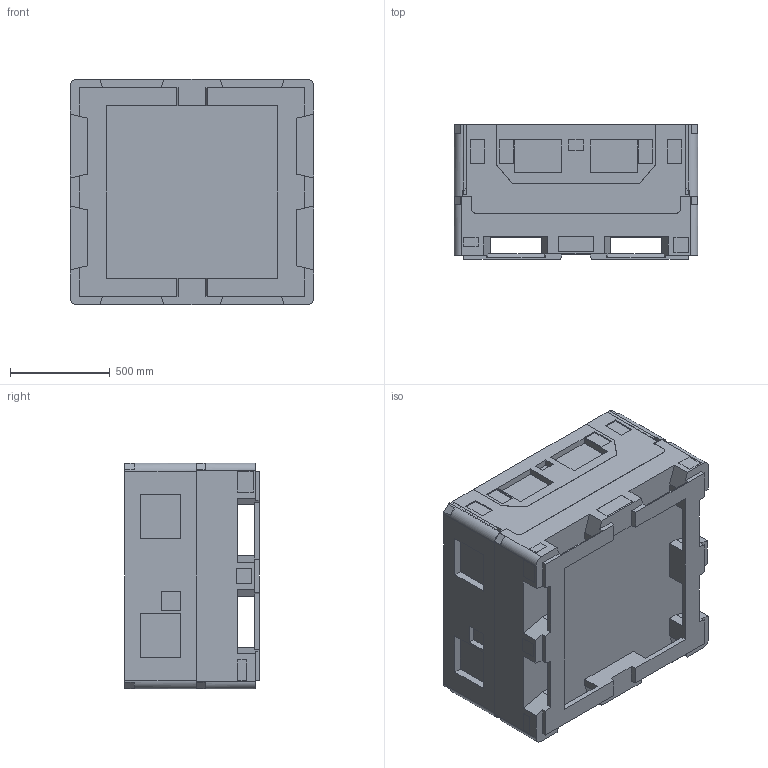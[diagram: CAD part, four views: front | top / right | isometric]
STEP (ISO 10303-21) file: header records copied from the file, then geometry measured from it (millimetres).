
FILE_DESCRIPTION((''),'2;1');
FILE_NAME('124897WSM_ASM','2025-06-20T15:13:31',('SYSTEM'),(''),'CREO PARAMETRIC BY PTC INC, 2023294','CREO PARAMETRIC BY PTC INC, 2023294','');
FILE_SCHEMA(('CONFIG_CONTROL_DESIGN'));
Length unit declared in the file: inch
Products named in the file (6): 122122SM; 124683SM; 124682SM; 124684SM; 124881SM; 124897WSM_ASM
Assembly tree (6 placements, depth 2):
  124897WSM_ASM
    122122SM
    124683SM
    124682SM
    124684SM
    124881SM  x2
Bounding box: 1219.2 x 672.59 x 1130.3 mm (x, y, z)
Volume: 169402736.7 mm3; surface area: 10062495.3 mm2
Topology: 6 solids, 6 shells, 562 faces, 1603 edges, 1070 vertices
Faces by surface type: plane 522, cylinder 40
Entity records: 16345 total; most frequent: CARTESIAN_POINT 2915, ORIENTED_EDGE 2868, DIRECTION 2565, EDGE_CURVE 1434, VECTOR 1353, LINE 1353, VERTEX_POINT 956, AXIS2_PLACEMENT_3D 606
